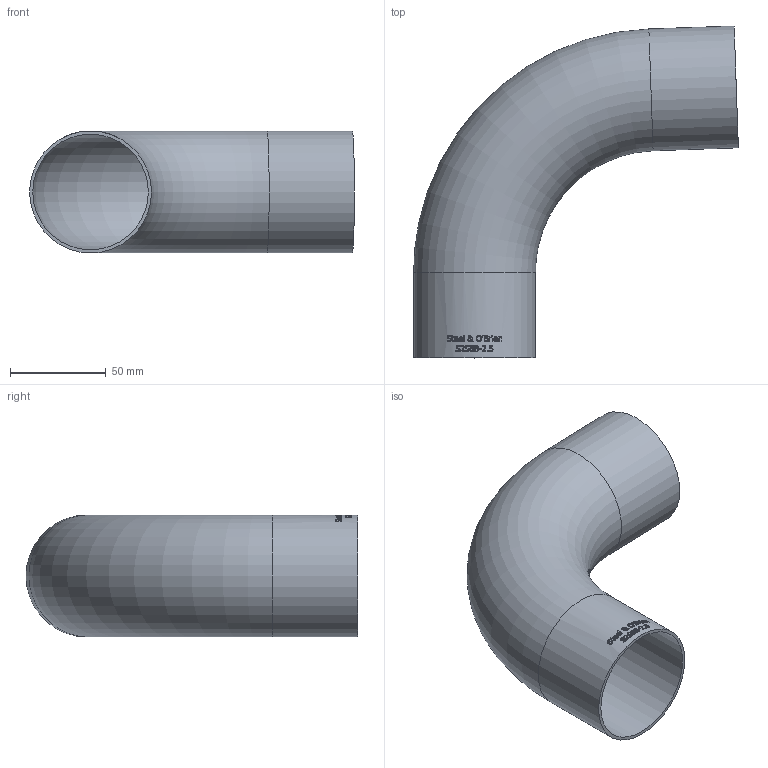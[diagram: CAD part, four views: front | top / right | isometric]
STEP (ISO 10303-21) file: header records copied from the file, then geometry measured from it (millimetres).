
FILE_DESCRIPTION(/* description */ (''),/* implementation_level */ '2;1');
FILE_NAME(/* name */ 'S2S88-25.stp',/* time_stamp */ '2018-11-27T15:22:27-05:00',/* author */ ('ken'),/* organization */ (''),/* preprocessor_version */ 'ST-DEVELOPER v15.2',/* originating_system */ 'Autodesk Inventor 2014',/* authorisation */ '');
FILE_SCHEMA (('AUTOMOTIVE_DESIGN { 1 0 10303 214 3 1 1 }'));
Length unit declared in the file: inch
Products named in the file (1): S2S88-25
Bounding box: 169.21 x 172.92 x 63.5 mm (x, y, z)
Volume: 75442.8 mm3; surface area: 92075.9 mm2
Topology: 1 solids, 1 shells, 386 faces, 1043 edges, 694 vertices
Faces by surface type: bspline 224, plane 121, cylinder 39, torus 2
Full cylindrical faces by diameter (mm): 60.198 x2, 63.5 x2
Entity records: 16326 total; most frequent: CARTESIAN_POINT 7995, ORIENTED_EDGE 2074, DIRECTION 1047, EDGE_CURVE 1037, VERTEX_POINT 694, LINE 457, VECTOR 457, B_SPLINE_CURVE_WITH_KNOTS 448
